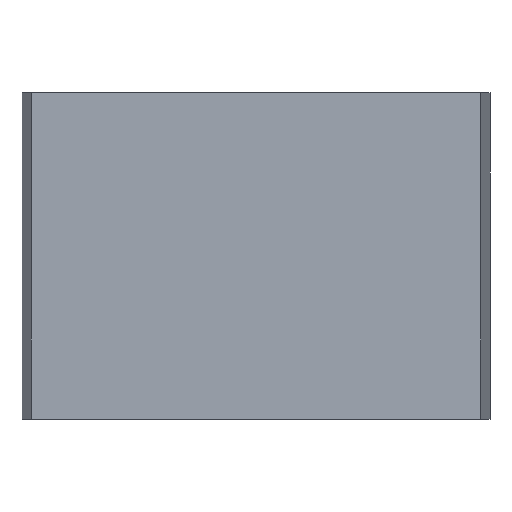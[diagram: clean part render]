
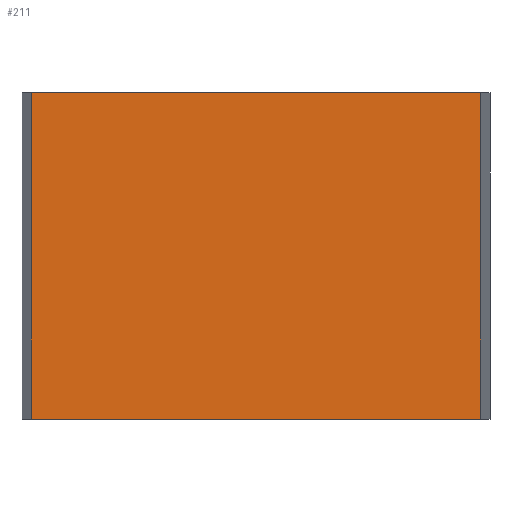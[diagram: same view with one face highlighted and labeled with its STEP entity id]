
A CAD part, top view. The second image highlights one B-rep face of the part: STEP entity #211.
In plain terms, the highlighted planar face has unit normal (0, 0, 1).
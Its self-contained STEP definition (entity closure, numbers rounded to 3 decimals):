
#32=FACE_OUTER_BOUND('',#45,.T.);
#45=EDGE_LOOP('',(#168,#169,#170,#171));
#63=LINE('',#323,#87);
#64=LINE('',#325,#88);
#65=LINE('',#327,#89);
#66=LINE('',#328,#90);
#87=VECTOR('',#267,0.762);
#88=VECTOR('',#268,1.05);
#89=VECTOR('',#269,0.762);
#90=VECTOR('',#270,1.05);
#109=VERTEX_POINT('',#321);
#110=VERTEX_POINT('',#322);
#111=VERTEX_POINT('',#324);
#112=VERTEX_POINT('',#326);
#130=EDGE_CURVE('',#109,#110,#63,.T.);
#131=EDGE_CURVE('',#109,#111,#64,.T.);
#132=EDGE_CURVE('',#111,#112,#65,.T.);
#133=EDGE_CURVE('',#112,#110,#66,.T.);
#168=ORIENTED_EDGE('',*,*,#130,.F.);
#169=ORIENTED_EDGE('',*,*,#131,.T.);
#170=ORIENTED_EDGE('',*,*,#132,.T.);
#171=ORIENTED_EDGE('',*,*,#133,.T.);
#198=PLANE('',#229);
#211=ADVANCED_FACE('',(#32),#198,.T.);
#229=AXIS2_PLACEMENT_3D('',#320,#265,#266);
#265=DIRECTION('center_axis',(0.,0.,
1.));
#266=DIRECTION('ref_axis',(0.,1.,0.));
#267=DIRECTION('',(0.,1.,0.));
#268=DIRECTION('',(1.,0.,0.));
#269=DIRECTION('',(0.,1.,0.));
#270=DIRECTION('',(-1.,0.,0.));
#320=CARTESIAN_POINT('Origin',(0.,0.,
0.711));
#321=CARTESIAN_POINT('',(-0.525,-0.381,0.711));
#322=CARTESIAN_POINT('',(-0.525,0.381,0.711));
#323=CARTESIAN_POINT('',(-0.525,-0.381,0.711));
#324=CARTESIAN_POINT('',(0.525,-0.381,0.711));
#325=CARTESIAN_POINT('',(-0.525,-0.381,0.711));
#326=CARTESIAN_POINT('',(0.525,0.381,0.711));
#327=CARTESIAN_POINT('',(0.525,-0.381,0.711));
#328=CARTESIAN_POINT('',(0.525,0.381,0.711));
